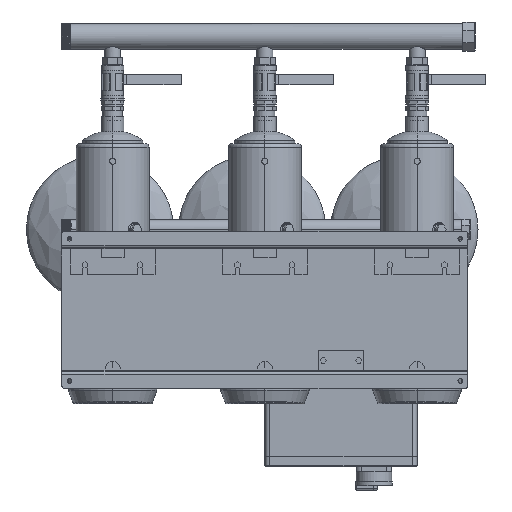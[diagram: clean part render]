
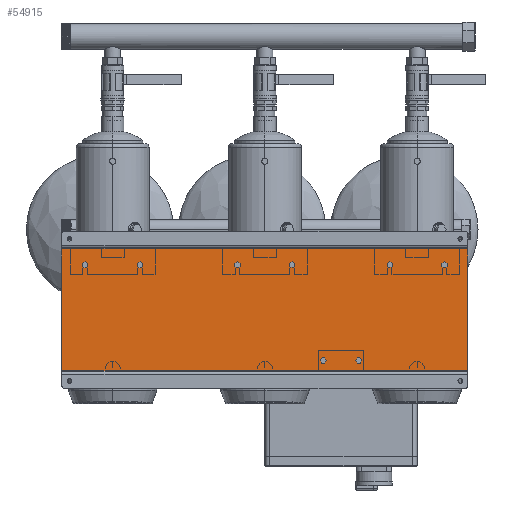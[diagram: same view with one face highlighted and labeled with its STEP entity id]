
A CAD part, front view. The second image highlights one B-rep face of the part: STEP entity #54915.
In plain terms, the highlighted planar face has unit normal (0, -1, 0).
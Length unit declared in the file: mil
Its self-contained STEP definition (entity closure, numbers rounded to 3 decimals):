
#1199 = ORIENTED_EDGE ( 'NONE', *, *, #3040, .F. ) ;
#3040 = EDGE_CURVE ( 'NONE', #92063, #35834, #63239, .T. ) ;
#11720 = DIRECTION ( 'NONE',  ( 1., 0., 0. ) ) ;
#19996 = ORIENTED_EDGE ( 'NONE', *, *, #83831, .T. ) ;
#26321 = CARTESIAN_POINT ( 'NONE',  ( 15748.031, 2047.244, -4724.409 ) ) ;
#28639 = LINE ( 'NONE', #43232, #54277 ) ;
#35579 = EDGE_CURVE ( 'NONE', #38048, #92063, #28639, .T. ) ;
#35834 = VERTEX_POINT ( 'NONE', #58025 ) ;
#36894 = VERTEX_POINT ( 'NONE', #56072 ) ;
#38048 = VERTEX_POINT ( 'NONE', #39026 ) ;
#39026 = CARTESIAN_POINT ( 'NONE',  ( 15748.031, 2047.244, 4724.409 ) ) ;
#41169 = DIRECTION ( 'NONE',  ( -1., 0., 0. ) ) ;
#41344 = DIRECTION ( 'NONE',  ( 0., 1., 0. ) ) ;
#41851 = PLANE ( 'NONE',  #52733 ) ;
#43232 = CARTESIAN_POINT ( 'NONE',  ( 15748.031, 2047.244, 4724.409 ) ) ;
#47738 = CARTESIAN_POINT ( 'NONE',  ( 15748.031, 2047.244, -4724.409 ) ) ;
#48297 = CARTESIAN_POINT ( 'NONE',  ( 15748.031, 2047.244, -4724.409 ) ) ;
#48898 = LINE ( 'NONE', #80423, #50942 ) ;
#50942 = VECTOR ( 'NONE', #79437, 39370.079 ) ;
#51636 = EDGE_LOOP ( 'NONE', ( #19996, #1199, #54272, #98912 ) ) ;
#52733 = AXIS2_PLACEMENT_3D ( 'NONE', #26321, #41344, #11720 ) ;
#54272 = ORIENTED_EDGE ( 'NONE', *, *, #35579, .F. ) ;
#54277 = VECTOR ( 'NONE', #66749, 39370.079 ) ;
#54915 = ADVANCED_FACE ( 'NONE', ( #94474 ), #41851, .F. ) ;
#56072 = CARTESIAN_POINT ( 'NONE',  ( -15748.031, 2047.244, 4724.409 ) ) ;
#57401 = CARTESIAN_POINT ( 'NONE',  ( -15748.031, 2047.244, -4724.409 ) ) ;
#58025 = CARTESIAN_POINT ( 'NONE',  ( -15748.031, 2047.244, -4724.409 ) ) ;
#58371 = LINE ( 'NONE', #57401, #85639 ) ;
#63239 = LINE ( 'NONE', #47738, #68541 ) ;
#65599 = EDGE_CURVE ( 'NONE', #38048, #36894, #48898, .T. ) ;
#66749 = DIRECTION ( 'NONE',  ( 0., 0., -1. ) ) ;
#68541 = VECTOR ( 'NONE', #41169, 39370.079 ) ;
#79437 = DIRECTION ( 'NONE',  ( -1., 0., 0. ) ) ;
#80423 = CARTESIAN_POINT ( 'NONE',  ( 15748.031, 2047.244, 4724.409 ) ) ;
#83831 = EDGE_CURVE ( 'NONE', #36894, #35834, #58371, .T. ) ;
#85639 = VECTOR ( 'NONE', #96440, 39370.079 ) ;
#92063 = VERTEX_POINT ( 'NONE', #48297 ) ;
#94474 = FACE_OUTER_BOUND ( 'NONE', #51636, .T. ) ;
#96440 = DIRECTION ( 'NONE',  ( 0., 0., -1. ) ) ;
#98912 = ORIENTED_EDGE ( 'NONE', *, *, #65599, .T. ) ;
